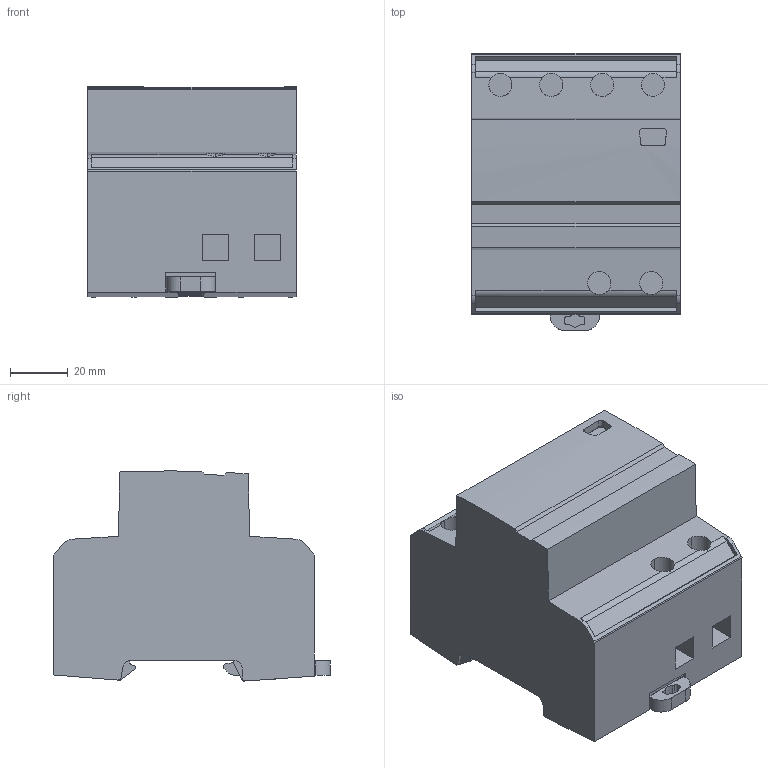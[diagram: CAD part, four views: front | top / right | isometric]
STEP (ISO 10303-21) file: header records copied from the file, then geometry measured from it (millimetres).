
FILE_DESCRIPTION(('CATIA V5 STEP Exchange','CAx-IF Rec.Pracs.--- Model Styling and Organization---1.4--- 2014-01-23'),'2;1');
FILE_NAME ('D1599889_0', '2024-01-25T10:04:32+00:00', ('none'), ('Weidmueller'), 'CATIA Version 5-6 Release 2016 SP3 HF44', 'CATIA V5 STEP AP214', 'none');
FILE_SCHEMA(('AUTOMOTIVE_DESIGN { 1 0 10303 214 1 1 1 1 }'));
Length unit declared in the file: millimetre
Products named in the file (1): S3D_VPU_AC_I_4_3-1_255_12-5_LCF_MB
Bounding box: 72 x 95.5 x 72.49 mm (x, y, z)
Volume: 353551.4 mm3; surface area: 40965.6 mm2
Topology: 3 solids, 3 shells, 275 faces, 811 edges, 554 vertices
Faces by surface type: plane 168, cylinder 87, extrusion 20
Entity records: 9338 total; most frequent: CARTESIAN_POINT 2209, ORIENTED_EDGE 1622, DIRECTION 1056, EDGE_CURVE 811, VECTOR 578, LINE 558, VERTEX_POINT 554, AXIS2_PLACEMENT_3D 323
